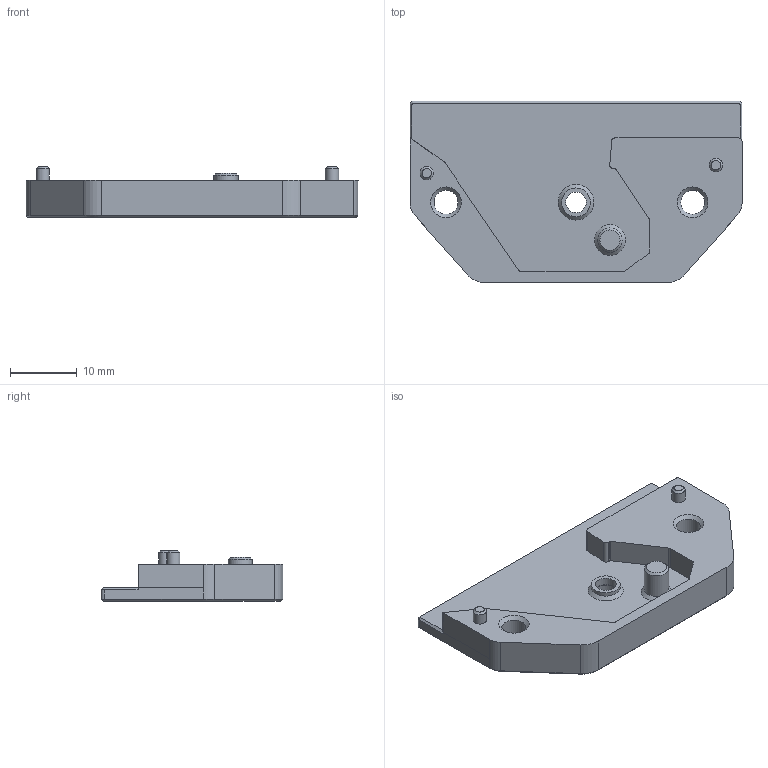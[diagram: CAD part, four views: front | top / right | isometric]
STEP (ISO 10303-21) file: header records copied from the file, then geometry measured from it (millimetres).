
FILE_DESCRIPTION(/* description */ (''),/* implementation_level */ '2;1');
FILE_NAME(/* name */ 'Reaper_Cutter-Bottom.step',/* time_stamp */ '2025-01-22T12:45:44-06:00',/* author */ (''),/* organization */ (''),/* preprocessor_version */ 'ST-DEVELOPER v20',/* originating_system */ 'Autodesk Translation Framework v13.20.0.188',/* authorisation */ '');
FILE_SCHEMA (('AUTOMOTIVE_DESIGN { 1 0 10303 214 3 1 1 }'));
Length unit declared in the file: millimetre
Products named in the file (1): Bottom
Bounding box: 49.8 x 27.26 x 7.56 mm (x, y, z)
Volume: 4177 mm3; surface area: 3509.2 mm2
Topology: 1 solids, 1 shells, 73 faces, 178 edges, 111 vertices
Faces by surface type: plane 33, cylinder 23, cone 17
Full cylindrical faces by diameter (mm): 2 x2, 3.1 x1, 3.6 x2, 3.632 x1, 4 x1, 4.318 x1
Entity records: 2179 total; most frequent: DIRECTION 392, CARTESIAN_POINT 363, ORIENTED_EDGE 356, EDGE_CURVE 178, AXIS2_PLACEMENT_3D 140, LINE 112, VECTOR 112, VERTEX_POINT 111
